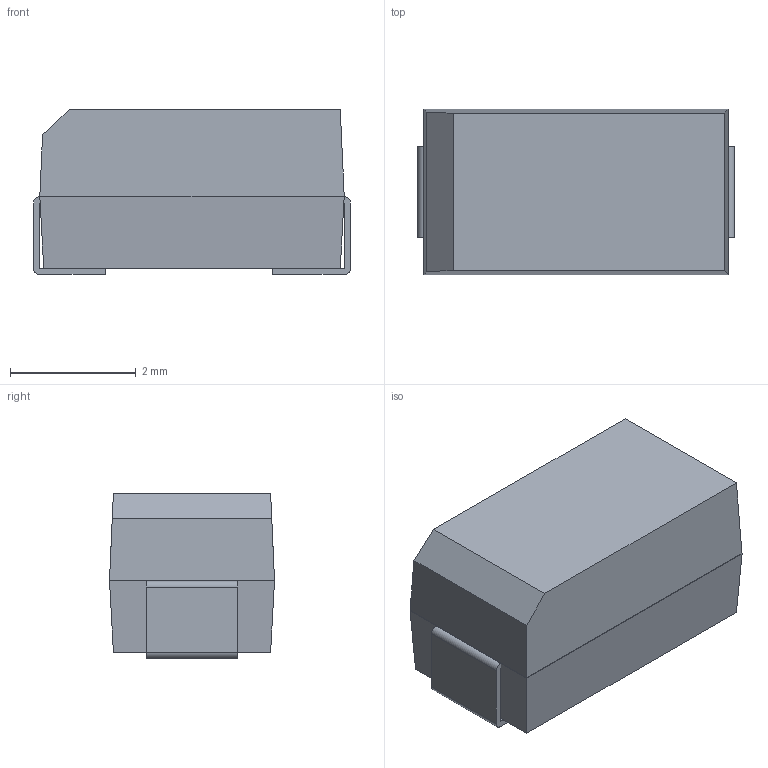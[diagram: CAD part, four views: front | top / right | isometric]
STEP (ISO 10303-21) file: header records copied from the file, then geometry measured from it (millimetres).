
FILE_DESCRIPTION(('FreeCAD Model'),'2;1');
FILE_NAME('290382.2.1.stp','2020-04-08T07:29:56',( 'Author'),(''),'Open CASCADE STEP processor 6.9','FreeCAD','Unknown' );
FILE_SCHEMA(('AUTOMOTIVE_DESIGN { 1 0 10303 214 1 1 1 1 }'));
Length unit declared in the file: millimetre
Products named in the file (4): ASSEMBLY; Body; FilletPin1; FilletPin2
Assembly tree (3 placements, depth 2):
  ASSEMBLY
    Body
    FilletPin1
    FilletPin2
Bounding box: 5.04 x 2.62 x 2.62 mm (x, y, z)
Volume: 31.6 mm3; surface area: 80.7 mm2
Topology: 3 solids, 3 shells, 39 faces, 91 edges, 58 vertices
Faces by surface type: plane 35, cylinder 4
Entity records: 2372 total; most frequent: CARTESIAN_POINT 402, DIRECTION 359, LINE 253, VECTOR 253, ORIENTED_EDGE 182, PCURVE 182, DEFINITIONAL_REPRESENTATION 182, EDGE_CURVE 91
